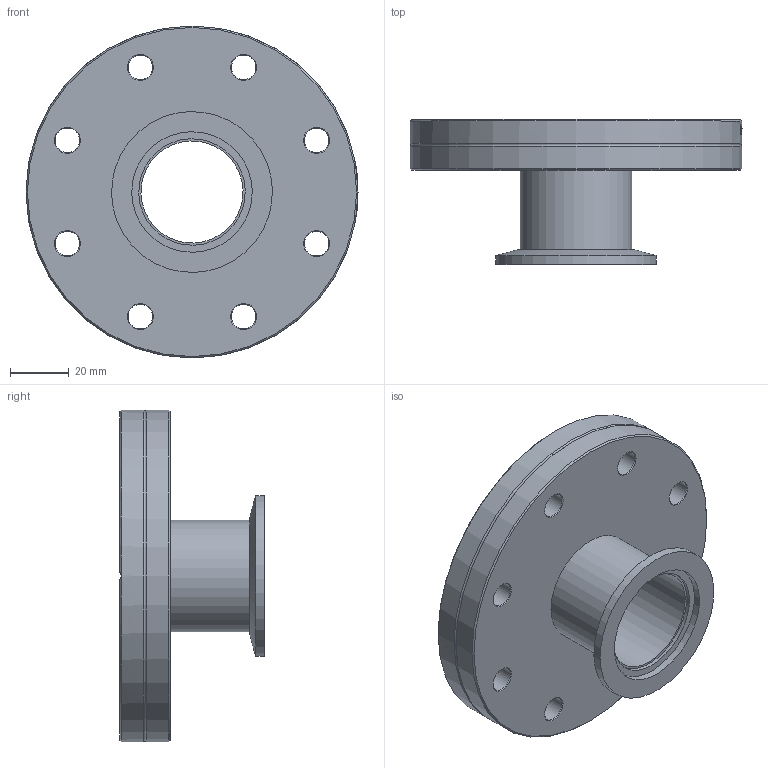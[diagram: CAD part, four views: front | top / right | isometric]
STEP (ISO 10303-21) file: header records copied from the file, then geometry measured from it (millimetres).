
FILE_DESCRIPTION(/* description */ (''),/* implementation_level */ '2;1');
FILE_NAME(/* name */ 'FL-63CF-40KF.stp',/* time_stamp */ '2023-06-14T16:24:26+01:00',/* author */ ('PaulJarvis'),/* organization */ (''),/* preprocessor_version */ 'ST-DEVELOPER v19.2',/* originating_system */ 'Autodesk Inventor 2023',/* authorisation */ '');
FILE_SCHEMA (('AUTOMOTIVE_DESIGN { 1 0 10303 214 3 1 1 }'));
Length unit declared in the file: millimetre
Products named in the file (4): FL-63CF-40KF; FL-63CF straddled; FL-40KF-38W; tube
Assembly tree (3 placements, depth 2):
  FL-63CF-40KF
    FL-63CF straddled
    FL-40KF-38W
    tube
Bounding box: 113.5 x 49.5 x 113.5 mm (x, y, z)
Volume: 155351.3 mm3; surface area: 43612.3 mm2
Topology: 3 solids, 3 shells, 144 faces, 376 edges, 247 vertices
Faces by surface type: bspline 53, plane 40, cylinder 28, cone 22, torus 1
Full cylindrical faces by diameter (mm): 8.4 x8, 34.9 x1, 36.4 x1, 38.1 x2, 38.4 x1, 41.2 x1, 55 x1, 82.5 x1, 113.5 x2
Entity records: 17005 total; most frequent: CARTESIAN_POINT 13626, ORIENTED_EDGE 752, DIRECTION 519, EDGE_CURVE 376, VERTEX_POINT 247, AXIS2_PLACEMENT_3D 190, EDGE_LOOP 175, B_SPLINE_CURVE_WITH_KNOTS 145
